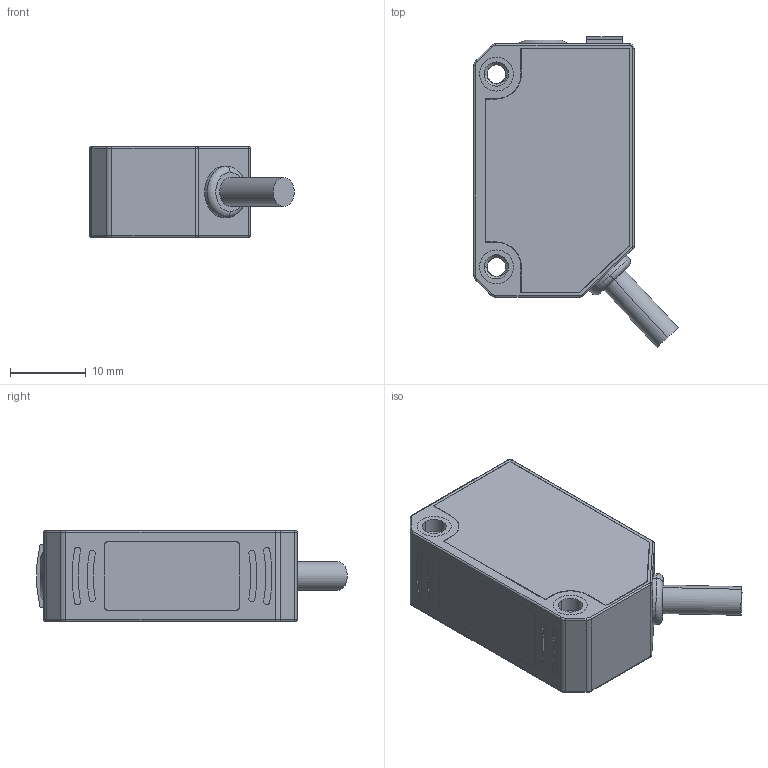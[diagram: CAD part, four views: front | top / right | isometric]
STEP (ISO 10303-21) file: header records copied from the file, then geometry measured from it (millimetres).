
FILE_DESCRIPTION((''),'2;1');
FILE_NAME('HCW-N40_ASM','2022-09-13T10:09:00',('Designer'),(''),'CREO PARAMETRIC BY PTC INC, 2022014','CREO PARAMETRIC BY PTC INC, 2022014','');
FILE_SCHEMA(('CONFIG_CONTROL_DESIGN'));
Length unit declared in the file: millimetre
Products named in the file (6): SHELL; LID1; CC0; LENS02; LIGHT01; HCW-N40_ASM
Assembly tree (6 placements, depth 2):
  HCW-N40_ASM
    SHELL
    LID1
    CC0  x2
    LENS02
    LIGHT01
Bounding box: 27.05 x 41.07 x 12 mm (x, y, z)
Volume: 3434.1 mm3; surface area: 6226.2 mm2
Topology: 6 solids, 6 shells, 293 faces, 753 edges, 485 vertices
Faces by surface type: cylinder 130, plane 121, torus 16, bspline 16, cone 10
Entity records: 11167 total; most frequent: CARTESIAN_POINT 5092, ORIENTED_EDGE 1248, DIRECTION 1215, EDGE_CURVE 624, AXIS2_PLACEMENT_3D 412, VERTEX_POINT 402, VECTOR 391, LINE 391
